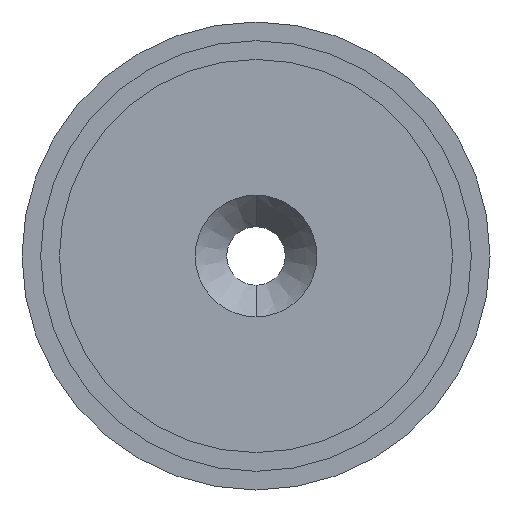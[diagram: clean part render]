
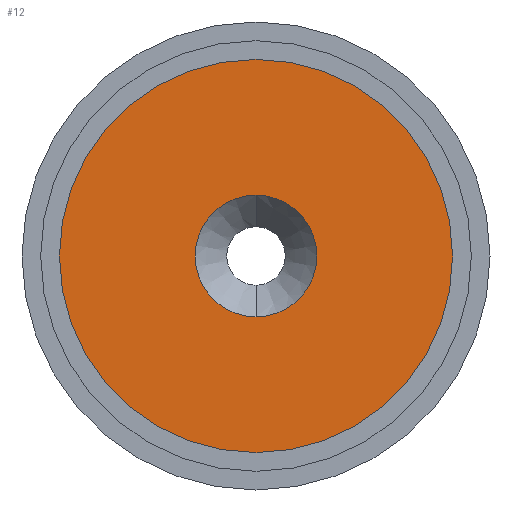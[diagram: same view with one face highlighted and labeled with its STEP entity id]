
A CAD part, front view. The second image highlights one B-rep face of the part: STEP entity #12.
In plain terms, the highlighted planar face has unit normal (0, -1, 0).
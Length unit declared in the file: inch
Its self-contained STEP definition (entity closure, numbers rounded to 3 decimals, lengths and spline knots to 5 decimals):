
#12 = ADVANCED_FACE ( 'NONE', ( #98, #128 ), #806, .T. ) ;
#98 = FACE_BOUND ( 'NONE', #869, .T. ) ;
#125 = AXIS2_PLACEMENT_3D ( 'NONE', #805, #804, #803 ) ;
#128 = FACE_OUTER_BOUND ( 'NONE', #870, .T. ) ;
#325 = AXIS2_PLACEMENT_3D ( 'NONE', #727, #728, #729 ) ;
#328 = AXIS2_PLACEMENT_3D ( 'NONE', #694, #695, #696 ) ;
#335 = AXIS2_PLACEMENT_3D ( 'NONE', #706, #713, #714 ) ;
#338 = AXIS2_PLACEMENT_3D ( 'NONE', #718, #722, #723 ) ;
#395 = EDGE_CURVE ( 'NONE', #999, #795, #1041, .T. ) ;
#401 = EDGE_CURVE ( 'NONE', #878, #877, #1043, .T. ) ;
#404 = EDGE_CURVE ( 'NONE', #877, #878, #1045, .T. ) ;
#406 = EDGE_CURVE ( 'NONE', #795, #999, #1047, .T. ) ;
#694 = CARTESIAN_POINT ( 'NONE',  ( 0., 0., 0. ) ) ;
#695 = DIRECTION ( 'NONE',  ( 0., -1., 0. ) ) ;
#696 = DIRECTION ( 'NONE',  ( 0., 0., -1. ) ) ;
#706 = CARTESIAN_POINT ( 'NONE',  ( 0., 0., 0. ) ) ;
#713 = DIRECTION ( 'NONE',  ( 0., -1., 0. ) ) ;
#714 = DIRECTION ( 'NONE',  ( 1., 0., 0. ) ) ;
#718 = CARTESIAN_POINT ( 'NONE',  ( 0., 0., 0. ) ) ;
#722 = DIRECTION ( 'NONE',  ( 0., -1., 0. ) ) ;
#723 = DIRECTION ( 'NONE',  ( 1., 0., 0. ) ) ;
#727 = CARTESIAN_POINT ( 'NONE',  ( 0., 0., 0. ) ) ;
#728 = DIRECTION ( 'NONE',  ( 0., -1., 0. ) ) ;
#729 = DIRECTION ( 'NONE',  ( 0., 0., -1. ) ) ;
#737 = CARTESIAN_POINT ( 'NONE',  ( 0., 0., -0.325 ) ) ;
#740 = CARTESIAN_POINT ( 'NONE',  ( -1.05, 0., 0. ) ) ;
#741 = CARTESIAN_POINT ( 'NONE',  ( 1.05, 0., 0. ) ) ;
#767 = CARTESIAN_POINT ( 'NONE',  ( 0., 0., 0.325 ) ) ;
#795 = VERTEX_POINT ( 'NONE', #737 ) ;
#803 = DIRECTION ( 'NONE',  ( 1., 0., 0. ) ) ;
#804 = DIRECTION ( 'NONE',  ( 0., -1., 0. ) ) ;
#805 = CARTESIAN_POINT ( 'NONE',  ( 0., 0., 0. ) ) ;
#806 = PLANE ( 'NONE',  #125 ) ;
#869 = EDGE_LOOP ( 'NONE', ( #895, #893 ) ) ;
#870 = EDGE_LOOP ( 'NONE', ( #896, #892 ) ) ;
#877 = VERTEX_POINT ( 'NONE', #740 ) ;
#878 = VERTEX_POINT ( 'NONE', #741 ) ;
#892 = ORIENTED_EDGE ( 'NONE', *, *, #401, .T. ) ;
#893 = ORIENTED_EDGE ( 'NONE', *, *, #395, .F. ) ;
#895 = ORIENTED_EDGE ( 'NONE', *, *, #406, .F. ) ;
#896 = ORIENTED_EDGE ( 'NONE', *, *, #404, .T. ) ;
#999 = VERTEX_POINT ( 'NONE', #767 ) ;
#1041 = CIRCLE ( 'NONE', #328, 0.325 ) ;
#1043 = CIRCLE ( 'NONE', #335, 1.05 ) ;
#1045 = CIRCLE ( 'NONE', #338, 1.05 ) ;
#1047 = CIRCLE ( 'NONE', #325, 0.325 ) ;
